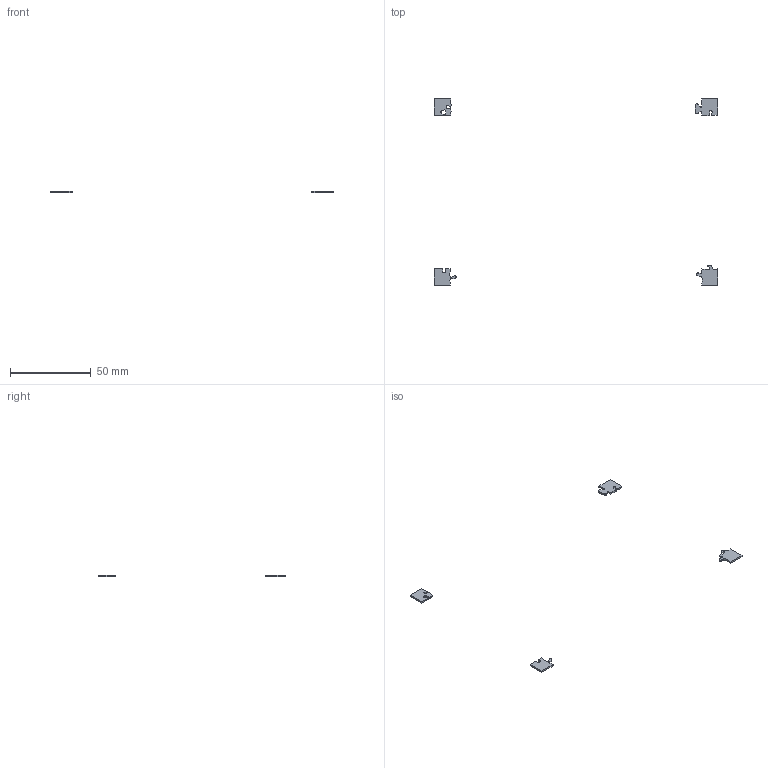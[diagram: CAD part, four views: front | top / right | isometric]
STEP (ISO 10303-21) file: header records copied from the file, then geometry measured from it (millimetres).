
FILE_DESCRIPTION(('HOOPS Exchange Step'),'2;1');
FILE_NAME('temp_export','2024-08-04T12:05:16+08:00',('sharma21'),('Shapr3D Limited'),'HOOPS Exchange 2024.2','Shapr3D','Authorized');
FILE_SCHEMA( ('AUTOMOTIVE_DESIGN { 1 0 10303 214 1 1 1 1 }') );
Length unit declared in the file: millimetre
Products named in the file (1): root
Bounding box: 175 x 115 x 1 mm (x, y, z)
Volume: 415.9 mm3; surface area: 1041.9 mm2
Topology: 4 solids, 4 shells, 24 faces, 48 edges, 32 vertices
Faces by surface type: plane 16, bspline 8
Entity records: 745 total; most frequent: CARTESIAN_POINT 273, ORIENTED_EDGE 96, DIRECTION 66, EDGE_CURVE 48, VERTEX_POINT 32, VECTOR 32, LINE 32, EDGE_LOOP 24
